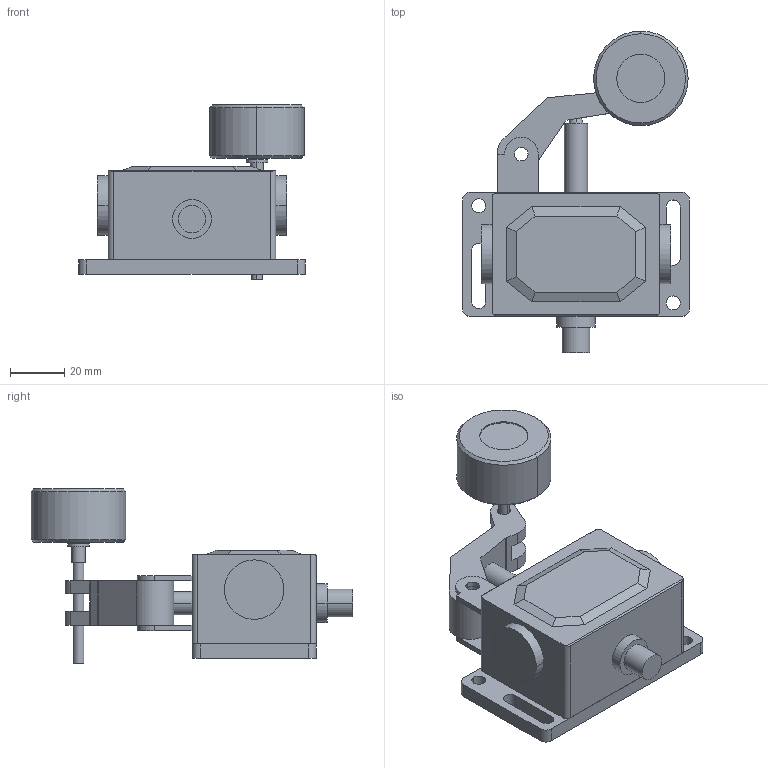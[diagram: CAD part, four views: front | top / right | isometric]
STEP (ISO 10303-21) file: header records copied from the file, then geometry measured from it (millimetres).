
FILE_DESCRIPTION((''),'2;1');
FILE_NAME('3d_PLNU1HSB.stp','2012-10-03T07:59:26',(''),(''),'Mechanical Desktop 2011','Mechanical Desktop 2011',', , ');
FILE_SCHEMA(('CONFIG_CONTROL_DESIGN'));
Length unit declared in the file: millimetre
Products named in the file (1): Product
Bounding box: 84 x 119 x 64.43 mm (x, y, z)
Volume: 152787 mm3; surface area: 39762.9 mm2
Topology: 13 solids, 13 shells, 137 faces, 334 edges, 230 vertices
Faces by surface type: plane 76, cylinder 55, cone 4, sphere 2
Entity records: 4163 total; most frequent: DIRECTION 745, CARTESIAN_POINT 694, ORIENTED_EDGE 652, EDGE_CURVE 326, AXIS2_PLACEMENT_3D 275, VERTEX_POINT 220, VECTOR 195, LINE 195
